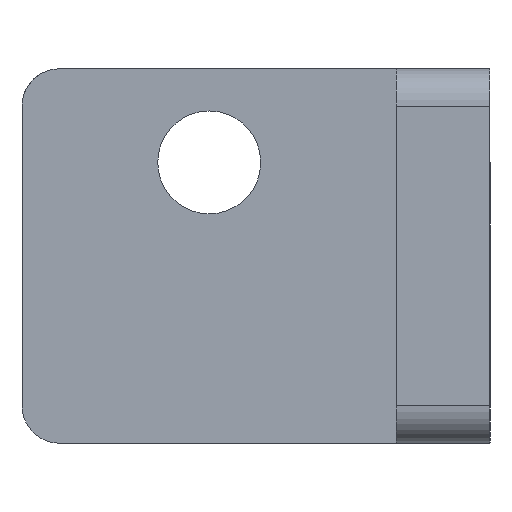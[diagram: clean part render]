
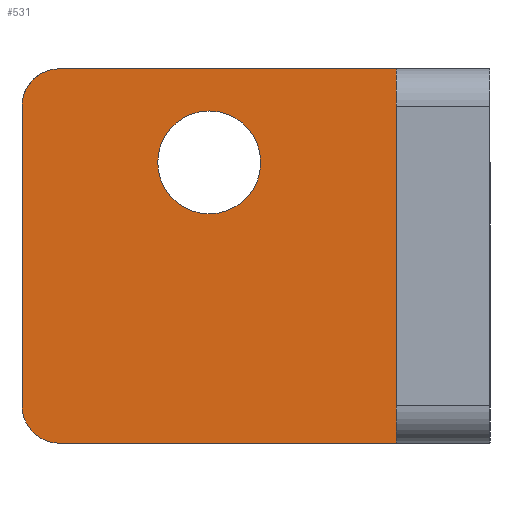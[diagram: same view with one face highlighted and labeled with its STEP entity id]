
A CAD part, left-side view. The second image highlights one B-rep face of the part: STEP entity #531.
In plain terms, the highlighted planar face has unit normal (-1, 0, 0).
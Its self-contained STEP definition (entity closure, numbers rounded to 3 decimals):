
#19=FACE_BOUND('',#92,.T.);
#34=PLANE('',#595);
#61=FACE_OUTER_BOUND('',#91,.T.);
#91=EDGE_LOOP('',(#484,#485,#486,#487,#488,#489));
#92=EDGE_LOOP('',(#490));
#118=LINE('',#831,#170);
#126=LINE('',#854,#178);
#131=LINE('',#868,#183);
#140=LINE('',#887,#192);
#170=VECTOR('',#667,10.);
#178=VECTOR('',#691,10.);
#183=VECTOR('',#708,10.);
#192=VECTOR('',#725,10.);
#213=CIRCLE('',#572,2.);
#216=CIRCLE('',#578,2.);
#219=CIRCLE('',#591,2.75);
#251=VERTEX_POINT('',#828);
#252=VERTEX_POINT('',#830);
#255=VERTEX_POINT('',#840);
#259=VERTEX_POINT('',#853);
#260=VERTEX_POINT('',#857);
#262=VERTEX_POINT('',#867);
#269=VERTEX_POINT('',#894);
#308=EDGE_CURVE('',#251,#252,#118,.T.);
#313=EDGE_CURVE('',#252,#255,#213,.T.);
#320=EDGE_CURVE('',#255,#259,#126,.T.);
#322=EDGE_CURVE('',#259,#260,#216,.T.);
#327=EDGE_CURVE('',#260,#262,#131,.T.);
#338=EDGE_CURVE('',#262,#251,#140,.T.);
#342=EDGE_CURVE('',#269,#269,#219,.T.);
#484=ORIENTED_EDGE('',*,*,#313,.F.);
#485=ORIENTED_EDGE('',*,*,#308,.F.);
#486=ORIENTED_EDGE('',*,*,#338,.F.);
#487=ORIENTED_EDGE('',*,*,#327,.F.);
#488=ORIENTED_EDGE('',*,*,#322,.F.);
#489=ORIENTED_EDGE('',*,*,#320,.F.);
#490=ORIENTED_EDGE('',*,*,#342,.T.);
#531=ADVANCED_FACE('',(#61,#19),#34,.T.);
#572=AXIS2_PLACEMENT_3D('',#841,#677,#678);
#578=AXIS2_PLACEMENT_3D('',#858,#695,#696);
#591=AXIS2_PLACEMENT_3D('',#896,#737,#738);
#595=AXIS2_PLACEMENT_3D('',#902,#747,#748);
#667=DIRECTION('',(0.,1.,0.));
#677=DIRECTION('center_axis',(1.,0.,0.));
#678=DIRECTION('ref_axis',(0.,0.707,-0.707));
#691=DIRECTION('',(0.,0.,1.));
#695=DIRECTION('center_axis',(1.,0.,0.));
#696=DIRECTION('ref_axis',(0.,0.707,0.707));
#708=DIRECTION('',(0.,-1.,0.));
#725=DIRECTION('',(0.,0.,-1.));
#737=DIRECTION('center_axis',(1.,0.,0.));
#738=DIRECTION('ref_axis',(0.,1.,0.));
#747=DIRECTION('center_axis',(-1.,0.,0.));
#748=DIRECTION('ref_axis',(0.,-1.,0.));
#828=CARTESIAN_POINT('',(0.,0.,-15.));
#830=CARTESIAN_POINT('',(0.,18.,-15.));
#831=CARTESIAN_POINT('',(0.,0.,-15.));
#840=CARTESIAN_POINT('',(0.,20.,-13.));
#841=CARTESIAN_POINT('Origin',(0.,18.,-13.));
#853=CARTESIAN_POINT('',(0.,20.,3.));
#854=CARTESIAN_POINT('',(0.,20.,0.));
#857=CARTESIAN_POINT('',(0.,18.,5.));
#858=CARTESIAN_POINT('Origin',(0.,18.,3.));
#867=CARTESIAN_POINT('',(0.,0.,5.));
#868=CARTESIAN_POINT('',(0.,0.,5.));
#887=CARTESIAN_POINT('',(0.,0.,0.));
#894=CARTESIAN_POINT('',(0.,7.25,0.));
#896=CARTESIAN_POINT('Origin',(0.,10.,0.));
#902=CARTESIAN_POINT('Origin',(0.,20.,0.));
